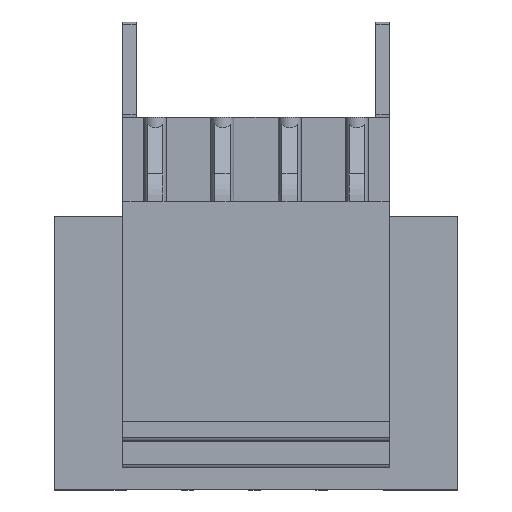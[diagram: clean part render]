
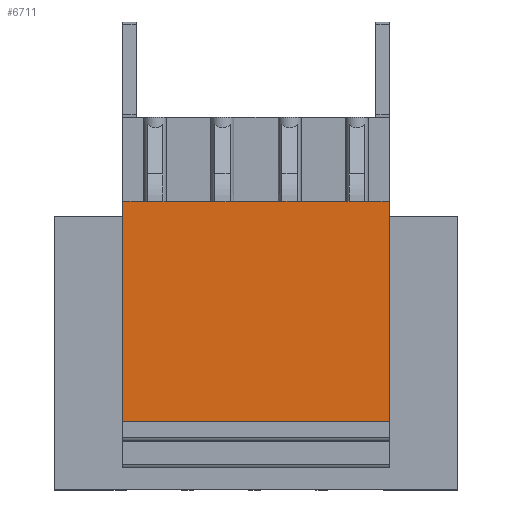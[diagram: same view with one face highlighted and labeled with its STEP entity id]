
A CAD part, top view. The second image highlights one B-rep face of the part: STEP entity #6711.
In plain terms, the highlighted planar face has unit normal (0, 0, 1).
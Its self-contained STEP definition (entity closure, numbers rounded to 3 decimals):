
#6470=AXIS2_PLACEMENT_3D('Plane Axis2P3D',#6467,#6468,#6469) ;
#6467=CARTESIAN_POINT('Axis2P3D Location',(0.,2.5,33.)) ;
#6600=CARTESIAN_POINT('Vertex',(17.45,3.5,33.)) ;
#6603=CARTESIAN_POINT('Line Origine',(10.5,3.5,33.)) ;
#6607=CARTESIAN_POINT('Vertex',(3.55,3.5,33.)) ;
#6622=CARTESIAN_POINT('Line Origine',(17.45,9.25,33.)) ;
#6626=CARTESIAN_POINT('Vertex',(17.45,15.,33.)) ;
#6629=CARTESIAN_POINT('Line Origine',(16.8,15.,33.)) ;
#6633=CARTESIAN_POINT('Vertex',(16.15,15.,33.)) ;
#6636=CARTESIAN_POINT('Line Origine',(15.75,15.,33.)) ;
#6640=CARTESIAN_POINT('Vertex',(15.35,15.,33.)) ;
#6643=CARTESIAN_POINT('Line Origine',(14.,15.,33.)) ;
#6647=CARTESIAN_POINT('Vertex',(12.65,15.,33.)) ;
#6650=CARTESIAN_POINT('Line Origine',(12.25,15.,33.)) ;
#6654=CARTESIAN_POINT('Vertex',(11.85,15.,33.)) ;
#6657=CARTESIAN_POINT('Line Origine',(10.5,15.,33.)) ;
#6661=CARTESIAN_POINT('Vertex',(9.15,15.,33.)) ;
#6664=CARTESIAN_POINT('Line Origine',(8.75,15.,33.)) ;
#6668=CARTESIAN_POINT('Vertex',(8.35,15.,33.)) ;
#6671=CARTESIAN_POINT('Line Origine',(7.,15.,33.)) ;
#6675=CARTESIAN_POINT('Vertex',(5.65,15.,33.)) ;
#6678=CARTESIAN_POINT('Line Origine',(5.25,15.,33.)) ;
#6682=CARTESIAN_POINT('Vertex',(4.85,15.,33.)) ;
#6685=CARTESIAN_POINT('Line Origine',(4.2,15.,33.)) ;
#6689=CARTESIAN_POINT('Vertex',(3.55,15.,33.)) ;
#6692=CARTESIAN_POINT('Line Origine',(3.55,9.25,33.)) ;
#6468=DIRECTION('Axis2P3D Direction',(-0.,0.,1.)) ;
#6469=DIRECTION('Axis2P3D XDirection',(0.,-1.,0.)) ;
#6604=DIRECTION('Vector Direction',(1.,0.,0.)) ;
#6623=DIRECTION('Vector Direction',(0.,-1.,0.)) ;
#6630=DIRECTION('Vector Direction',(1.,0.,0.)) ;
#6637=DIRECTION('Vector Direction',(1.,0.,0.)) ;
#6644=DIRECTION('Vector Direction',(1.,0.,0.)) ;
#6651=DIRECTION('Vector Direction',(1.,0.,0.)) ;
#6658=DIRECTION('Vector Direction',(1.,0.,0.)) ;
#6665=DIRECTION('Vector Direction',(1.,0.,0.)) ;
#6672=DIRECTION('Vector Direction',(1.,0.,0.)) ;
#6679=DIRECTION('Vector Direction',(1.,0.,0.)) ;
#6686=DIRECTION('Vector Direction',(1.,0.,0.)) ;
#6693=DIRECTION('Vector Direction',(0.,-1.,0.)) ;
#6605=VECTOR('Line Direction',#6604,1.) ;
#6624=VECTOR('Line Direction',#6623,1.) ;
#6631=VECTOR('Line Direction',#6630,1.) ;
#6638=VECTOR('Line Direction',#6637,1.) ;
#6645=VECTOR('Line Direction',#6644,1.) ;
#6652=VECTOR('Line Direction',#6651,1.) ;
#6659=VECTOR('Line Direction',#6658,1.) ;
#6666=VECTOR('Line Direction',#6665,1.) ;
#6673=VECTOR('Line Direction',#6672,1.) ;
#6680=VECTOR('Line Direction',#6679,1.) ;
#6687=VECTOR('Line Direction',#6686,1.) ;
#6694=VECTOR('Line Direction',#6693,1.) ;
#6698=ORIENTED_EDGE('',*,*,#6628,.T.) ;
#6699=ORIENTED_EDGE('',*,*,#6635,.F.) ;
#6700=ORIENTED_EDGE('',*,*,#6642,.F.) ;
#6701=ORIENTED_EDGE('',*,*,#6649,.F.) ;
#6702=ORIENTED_EDGE('',*,*,#6656,.F.) ;
#6703=ORIENTED_EDGE('',*,*,#6663,.F.) ;
#6704=ORIENTED_EDGE('',*,*,#6670,.F.) ;
#6705=ORIENTED_EDGE('',*,*,#6677,.F.) ;
#6706=ORIENTED_EDGE('',*,*,#6684,.F.) ;
#6707=ORIENTED_EDGE('',*,*,#6691,.F.) ;
#6708=ORIENTED_EDGE('',*,*,#6696,.F.) ;
#6709=ORIENTED_EDGE('',*,*,#6609,.T.) ;
#6711=ADVANCED_FACE('HOUSING',(#6710),#6471,.T.) ;
#6609=EDGE_CURVE('',#6608,#6601,#6606,.T.) ;
#6628=EDGE_CURVE('',#6601,#6627,#6625,.F.) ;
#6635=EDGE_CURVE('',#6634,#6627,#6632,.T.) ;
#6642=EDGE_CURVE('',#6641,#6634,#6639,.T.) ;
#6649=EDGE_CURVE('',#6648,#6641,#6646,.T.) ;
#6656=EDGE_CURVE('',#6655,#6648,#6653,.T.) ;
#6663=EDGE_CURVE('',#6662,#6655,#6660,.T.) ;
#6670=EDGE_CURVE('',#6669,#6662,#6667,.T.) ;
#6677=EDGE_CURVE('',#6676,#6669,#6674,.T.) ;
#6684=EDGE_CURVE('',#6683,#6676,#6681,.T.) ;
#6691=EDGE_CURVE('',#6690,#6683,#6688,.T.) ;
#6696=EDGE_CURVE('',#6608,#6690,#6695,.F.) ;
#6697=EDGE_LOOP('',(#6698,#6699,#6700,#6701,#6702,#6703,#6704,#6705,#6706,#6707,#6708,#6709)) ;
#6710=FACE_OUTER_BOUND('',#6697,.T.) ;
#6606=LINE('Line',#6603,#6605) ;
#6625=LINE('Line',#6622,#6624) ;
#6632=LINE('Line',#6629,#6631) ;
#6639=LINE('Line',#6636,#6638) ;
#6646=LINE('Line',#6643,#6645) ;
#6653=LINE('Line',#6650,#6652) ;
#6660=LINE('Line',#6657,#6659) ;
#6667=LINE('Line',#6664,#6666) ;
#6674=LINE('Line',#6671,#6673) ;
#6681=LINE('Line',#6678,#6680) ;
#6688=LINE('Line',#6685,#6687) ;
#6695=LINE('Line',#6692,#6694) ;
#6471=PLANE('',#6470) ;
#6601=VERTEX_POINT('',#6600) ;
#6608=VERTEX_POINT('',#6607) ;
#6627=VERTEX_POINT('',#6626) ;
#6634=VERTEX_POINT('',#6633) ;
#6641=VERTEX_POINT('',#6640) ;
#6648=VERTEX_POINT('',#6647) ;
#6655=VERTEX_POINT('',#6654) ;
#6662=VERTEX_POINT('',#6661) ;
#6669=VERTEX_POINT('',#6668) ;
#6676=VERTEX_POINT('',#6675) ;
#6683=VERTEX_POINT('',#6682) ;
#6690=VERTEX_POINT('',#6689) ;
